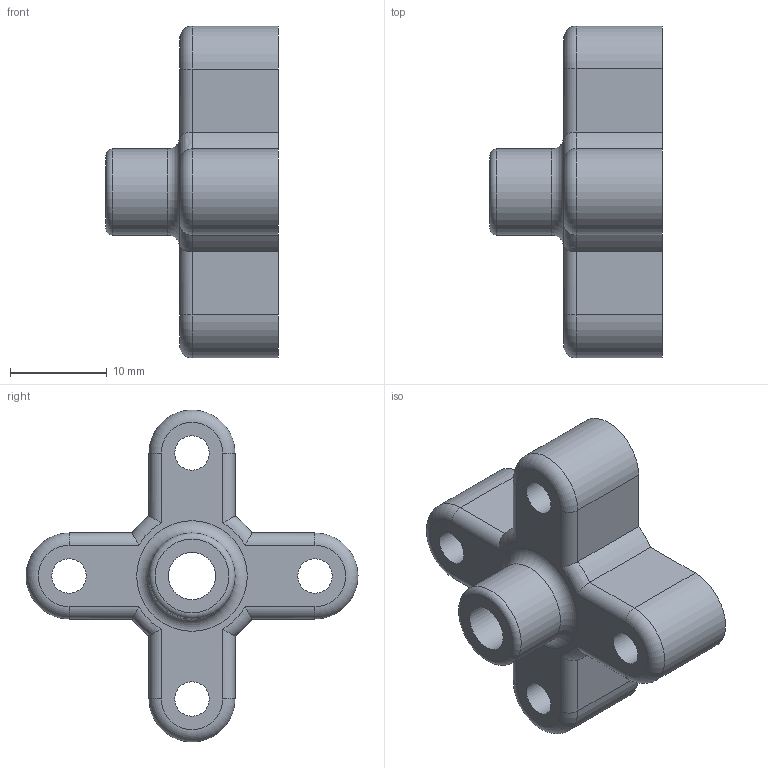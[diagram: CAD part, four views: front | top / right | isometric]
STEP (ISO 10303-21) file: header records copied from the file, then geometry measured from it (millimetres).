
FILE_DESCRIPTION(/* description */ (''),/* implementation_level */ '2;1');
FILE_NAME(/* name */ '9322ecee-f73d-43cd-87eb-484aeb70a4a8.stp',/* time_stamp */ '2019-06-12T21:28:29+00:00',/* author */ (''),/* organization */ (''),/* preprocessor_version */ 'ST-DEVELOPER v18',/* originating_system */ 'Autodesk Translation Framework v8.2.0.1029',/* authorisation */ '');
FILE_SCHEMA (('AUTOMOTIVE_DESIGN { 1 0 10303 214 3 1 1 }'));
Length unit declared in the file: inch
Products named in the file (1): v7.3.0_WheelMount
Bounding box: 17.78 x 34.29 x 34.29 mm (x, y, z)
Volume: 4820.9 mm3; surface area: 2939.4 mm2
Topology: 1 solids, 1 shells, 43 faces, 104 edges, 64 vertices
Faces by surface type: cylinder 22, plane 11, torus 10
Full cylindrical faces by diameter (mm): 3.556 x4, 4.872 x1, 8.89 x1
Entity records: 1403 total; most frequent: CARTESIAN_POINT 316, DIRECTION 234, ORIENTED_EDGE 208, EDGE_CURVE 104, AXIS2_PLACEMENT_3D 94, VERTEX_POINT 64, EDGE_LOOP 54, CIRCLE 50
